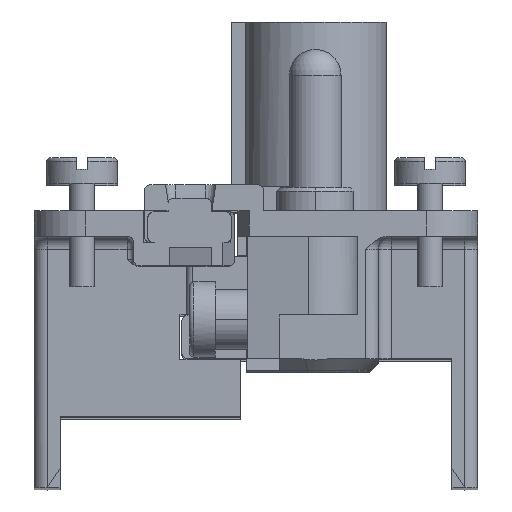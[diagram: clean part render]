
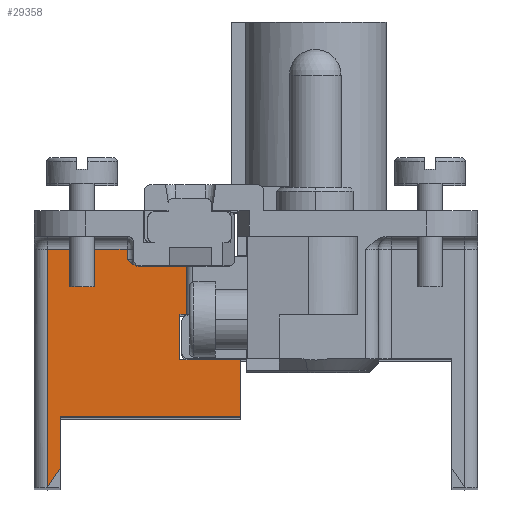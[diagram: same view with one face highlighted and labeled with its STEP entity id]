
A CAD part, top view. The second image highlights one B-rep face of the part: STEP entity #29358.
In plain terms, the highlighted planar face has unit normal (0, 0, 1).
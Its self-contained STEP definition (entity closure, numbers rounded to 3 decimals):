
#8315=DIRECTION('',(1.,0.,0.));
#8316=VECTOR('',#8315,3.734);
#8317=CARTESIAN_POINT('',(-6.934,17.2,46.6));
#8318=LINE('',#8317,#8316);
#8319=DIRECTION('',(0.,-1.,0.));
#8320=VECTOR('',#8319,3.5);
#8321=CARTESIAN_POINT('',(-3.7,13.45,46.6));
#8322=LINE('',#8321,#8320);
#8323=DIRECTION('',(-1.,0.,0.));
#8324=VECTOR('',#8323,14.);
#8325=CARTESIAN_POINT('',(1.,5.5,46.6));
#8326=LINE('',#8325,#8324);
#8327=DIRECTION('',(0.,-1.,0.));
#8328=VECTOR('',#8327,4.);
#8329=CARTESIAN_POINT('',(-13.,5.5,46.6));
#8330=LINE('',#8329,#8328);
#8331=DIRECTION('',(-0.555,-0.832,0.));
#8332=VECTOR('',#8331,1.803);
#8333=CARTESIAN_POINT('',(-13.,1.5,46.6));
#8334=LINE('',#8333,#8332);
#8335=CARTESIAN_POINT('',(-6.934,17.2,46.6));
#8336=CARTESIAN_POINT('',(-6.973,17.2,46.6));
#8337=CARTESIAN_POINT('',(-7.052,17.207,46.6));
#8338=CARTESIAN_POINT('',(-7.174,17.238,46.6));
#8339=CARTESIAN_POINT('',(-7.257,17.273,46.6));
#8340=CARTESIAN_POINT('',(-7.299,17.294,46.6));
#8342=CARTESIAN_POINT('',(-7.299,17.294,46.6));
#8343=CARTESIAN_POINT('',(-7.356,17.323,46.6));
#8344=CARTESIAN_POINT('',(-7.469,17.394,46.6));
#8345=CARTESIAN_POINT('',(-7.634,17.534,46.6));
#8346=CARTESIAN_POINT('',(-7.743,17.643,46.6));
#8347=CARTESIAN_POINT('',(-7.8,17.7,46.6));
#8364=DIRECTION('',(0.,1.,0.));
#8365=VECTOR('',#8364,0.8);
#8366=CARTESIAN_POINT('',(-7.8,17.7,46.6));
#8367=LINE('',#8366,#8365);
#8387=DIRECTION('',(-1.,0.,0.));
#8388=VECTOR('',#8387,6.2);
#8389=CARTESIAN_POINT('',(-7.8,18.5,46.6));
#8390=LINE('',#8389,#8388);
#8414=DIRECTION('',(0.,-1.,0.));
#8415=VECTOR('',#8414,18.5);
#8416=CARTESIAN_POINT('',(-14.,18.5,46.6));
#8417=LINE('',#8416,#8415);
#10660=DIRECTION('',(0.,1.,0.));
#10661=VECTOR('',#10660,3.733);
#10662=CARTESIAN_POINT('',(-3.2,13.467,46.6));
#10663=LINE('',#10662,#10661);
#10723=DIRECTION('',(0.999,0.035,0.));
#10724=VECTOR('',#10723,0.5);
#10725=CARTESIAN_POINT('',(-3.7,13.45,46.6));
#10726=LINE('',#10725,#10724);
#10741=DIRECTION('',(-1.,0.,0.));
#10742=VECTOR('',#10741,4.7);
#10743=CARTESIAN_POINT('',(1.,9.95,46.6));
#10744=LINE('',#10743,#10742);
#10753=DIRECTION('',(0.,1.,0.));
#10754=VECTOR('',#10753,4.45);
#10755=CARTESIAN_POINT('',(1.,5.5,46.6));
#10756=LINE('',#10755,#10754);
#17312=CARTESIAN_POINT('',(-13.,1.5,46.6));
#17313=VERTEX_POINT('',#17312);
#17314=CARTESIAN_POINT('',(-13.,5.5,46.6));
#17315=VERTEX_POINT('',#17314);
#17483=CARTESIAN_POINT('',(1.,5.5,46.6));
#17484=VERTEX_POINT('',#17483);
#17485=VERTEX_POINT('',#8342);
#17486=VERTEX_POINT('',#8347);
#17487=VERTEX_POINT('',#8335);
#17488=CARTESIAN_POINT('',(-3.2,17.2,46.6));
#17489=VERTEX_POINT('',#17488);
#17490=CARTESIAN_POINT('',(-3.2,13.467,46.6));
#17491=VERTEX_POINT('',#17490);
#17492=CARTESIAN_POINT('',(-3.7,13.45,46.6));
#17493=VERTEX_POINT('',#17492);
#17494=CARTESIAN_POINT('',(-3.7,9.95,46.6));
#17495=VERTEX_POINT('',#17494);
#17496=CARTESIAN_POINT('',(1.,9.95,46.6));
#17497=VERTEX_POINT('',#17496);
#17498=CARTESIAN_POINT('',(-14.,0.,46.6));
#17499=VERTEX_POINT('',#17498);
#17500=CARTESIAN_POINT('',(-14.,18.5,46.6));
#17501=VERTEX_POINT('',#17500);
#17502=CARTESIAN_POINT('',(-7.8,18.5,46.6));
#17503=VERTEX_POINT('',#17502);
#29326=CARTESIAN_POINT('',(-14.7,0.,46.6));
#29327=DIRECTION('',(0.,0.,-1.));
#29328=DIRECTION('',(1.,0.,0.));
#29329=AXIS2_PLACEMENT_3D('',#29326,#29327,#29328);
#29330=PLANE('',#29329);
#29332=ORIENTED_EDGE('',*,*,#29331,.F.);
#29334=ORIENTED_EDGE('',*,*,#29333,.F.);
#29335=ORIENTED_EDGE('',*,*,#29207,.T.);
#29337=ORIENTED_EDGE('',*,*,#29336,.F.);
#29339=ORIENTED_EDGE('',*,*,#29338,.F.);
#29341=ORIENTED_EDGE('',*,*,#29340,.T.);
#29343=ORIENTED_EDGE('',*,*,#29342,.F.);
#29345=ORIENTED_EDGE('',*,*,#29344,.F.);
#29346=ORIENTED_EDGE('',*,*,#29319,.T.);
#29347=ORIENTED_EDGE('',*,*,#19495,.T.);
#29349=ORIENTED_EDGE('',*,*,#29348,.T.);
#29351=ORIENTED_EDGE('',*,*,#29350,.F.);
#29353=ORIENTED_EDGE('',*,*,#29352,.F.);
#29355=ORIENTED_EDGE('',*,*,#29354,.F.);
#29356=EDGE_LOOP('',(#29332,#29334,#29335,#29337,#29339,#29341,#29343,#29345,
#29346,#29347,#29349,#29351,#29353,#29355));
#29357=FACE_OUTER_BOUND('',#29356,.F.);
#8341=B_SPLINE_CURVE_WITH_KNOTS('',3,(#8335,#8336,#8337,#8338,#8339,#8340),
.UNSPECIFIED.,.F.,.F.,(4,1,1,4),(0.,0.333,0.667,1.),
.UNSPECIFIED.);
#8348=B_SPLINE_CURVE_WITH_KNOTS('',3,(#8342,#8343,#8344,#8345,#8346,#8347),
.UNSPECIFIED.,.F.,.F.,(4,1,1,4),(0.,0.333,0.667,1.),
.UNSPECIFIED.);
#19495=EDGE_CURVE('',#17315,#17313,#8330,.T.);
#29207=EDGE_CURVE('',#17487,#17489,#8318,.T.);
#29319=EDGE_CURVE('',#17484,#17315,#8326,.T.);
#29331=EDGE_CURVE('',#17485,#17486,#8348,.T.);
#29333=EDGE_CURVE('',#17487,#17485,#8341,.T.);
#29336=EDGE_CURVE('',#17491,#17489,#10663,.T.);
#29338=EDGE_CURVE('',#17493,#17491,#10726,.T.);
#29340=EDGE_CURVE('',#17493,#17495,#8322,.T.);
#29342=EDGE_CURVE('',#17497,#17495,#10744,.T.);
#29344=EDGE_CURVE('',#17484,#17497,#10756,.T.);
#29348=EDGE_CURVE('',#17313,#17499,#8334,.T.);
#29350=EDGE_CURVE('',#17501,#17499,#8417,.T.);
#29352=EDGE_CURVE('',#17503,#17501,#8390,.T.);
#29354=EDGE_CURVE('',#17486,#17503,#8367,.T.);
#29358=ADVANCED_FACE('',(#29357),#29330,.F.);
